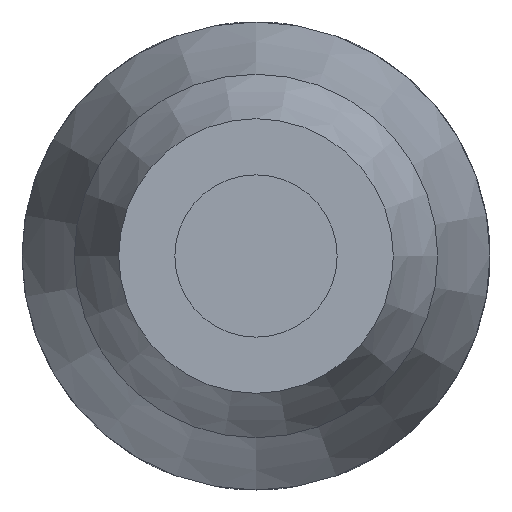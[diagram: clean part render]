
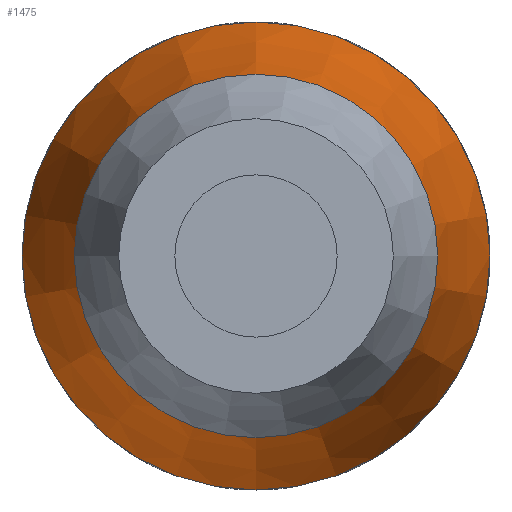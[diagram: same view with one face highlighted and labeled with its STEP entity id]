
A CAD part, left-side view. The second image highlights one B-rep face of the part: STEP entity #1475.
In plain terms, the highlighted conical face has half-angle 13.36 degrees and reference radius 7.5 mm.
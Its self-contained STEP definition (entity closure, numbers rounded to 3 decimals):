
#180=CONICAL_SURFACE('',#5026,7.5,13.36);
#1259=FACE_BOUND('',#2139,.T.);
#1260=FACE_BOUND('',#2140,.T.);
#1475=ADVANCED_FACE('F131',(#1259,#1260),#180,.T.);
#2139=EDGE_LOOP('',(#2873));
#2140=EDGE_LOOP('',(#2874));
#2873=ORIENTED_EDGE('',*,*,#4426,.T.);
#2874=ORIENTED_EDGE('',*,*,#4427,.F.);
#3884=VERTEX_POINT('',#8498);
#3885=VERTEX_POINT('',#8501);
#4426=EDGE_CURVE('E312',#3884,#3884,#4878,.T.);
#4427=EDGE_CURVE('E310',#3885,#3885,#4879,.T.);
#4878=CIRCLE('',#5023,7.5);
#4879=CIRCLE('',#5025,5.6);
#5023=AXIS2_PLACEMENT_3D('',#8497,#5376,#5377);
#5025=AXIS2_PLACEMENT_3D('',#8500,#5380,#5381);
#5026=AXIS2_PLACEMENT_3D('',#8502,#5382,#5383);
#5376=DIRECTION('',(-1.,0.,0.));
#5377=DIRECTION('',(0.,-1.,0.));
#5380=DIRECTION('',(-1.,0.,0.));
#5381=DIRECTION('',(0.,0.,1.));
#5382=DIRECTION('',(1.,0.,0.));
#5383=DIRECTION('',(0.,1.,0.));
#8497=CARTESIAN_POINT('',(159.601,0.,0.));
#8498=CARTESIAN_POINT('',(159.601,-7.5,0.));
#8500=CARTESIAN_POINT('',(151.601,0.,0.));
#8501=CARTESIAN_POINT('',(151.601,0.,5.6));
#8502=CARTESIAN_POINT('',(159.601,0.,0.));
